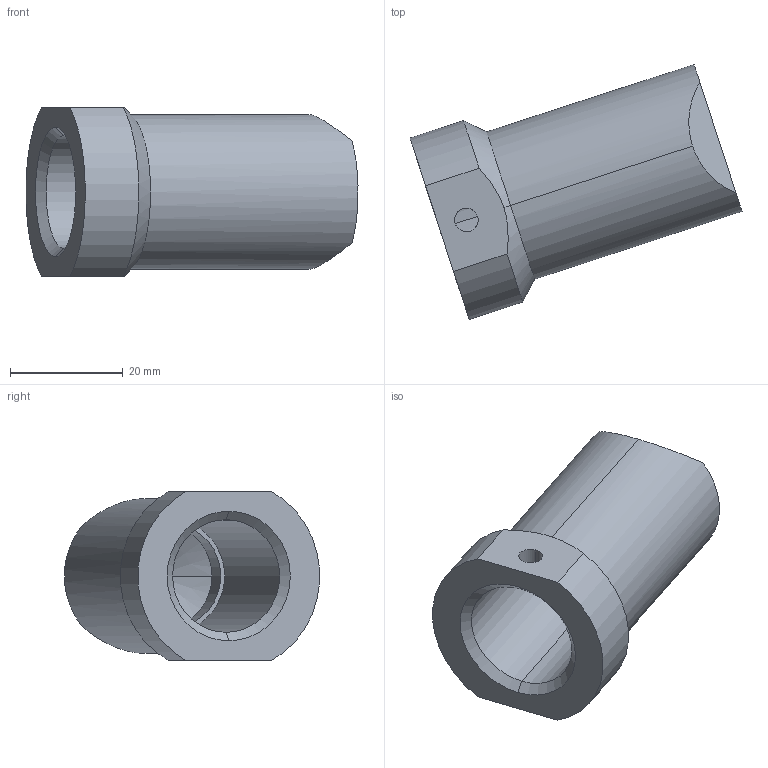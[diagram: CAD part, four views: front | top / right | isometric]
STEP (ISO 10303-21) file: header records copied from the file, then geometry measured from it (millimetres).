
FILE_DESCRIPTION(('Open CASCADE Model'),'2;1');
FILE_NAME('Open CASCADE Shape Model','2021-02-26T17:07:33',('Author'),( 'Open CASCADE'),'Open CASCADE STEP processor 7.4','Open CASCADE 7.4' ,'Unknown');
FILE_SCHEMA(('CONFIG_CONTROL_DESIGN'));
Length unit declared in the file: millimetre
Products named in the file (4): Open CASCADE STEP translator 7.4 652; Open CASCADE STEP translator 7.4 652.1; Open CASCADE STEP translator 7.4 652.2; Open CASCADE STEP translator 7.4 652.3
Assembly tree (3 placements, depth 2):
  Open CASCADE STEP translator 7.4 652
    Open CASCADE STEP translator 7.4 652.1
    Open CASCADE STEP translator 7.4 652.2
    Open CASCADE STEP translator 7.4 652.3
Bounding box: 58.94 x 45.26 x 30 mm (x, y, z)
Surface area: 8656.2 mm2 (no closed solid volume)
Topology: 0 solids, 3 shells, 25 faces, 67 edges, 43 vertices
Faces by surface type: cylinder 12, plane 7, cone 6
Entity records: 2624 total; most frequent: CARTESIAN_POINT 1281, DIRECTION 225, ORIENTED_EDGE 118, PCURVE 118, DEFINITIONAL_REPRESENTATION 118, LINE 109, VECTOR 109, EDGE_CURVE 65
